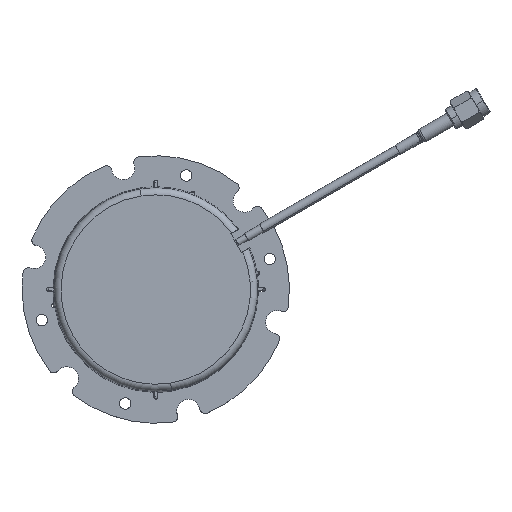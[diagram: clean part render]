
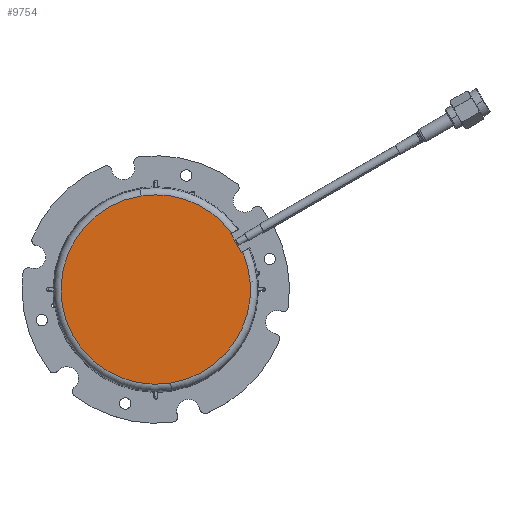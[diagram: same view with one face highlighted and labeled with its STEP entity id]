
A CAD part, top view. The second image highlights one B-rep face of the part: STEP entity #9754.
In plain terms, the highlighted planar face has unit normal (0, 0, 1).
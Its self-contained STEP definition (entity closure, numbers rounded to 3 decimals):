
#58 = EDGE_CURVE ( 'NONE', #3365, #4421, #10974, .T. ) ;
#660 = CARTESIAN_POINT ( 'NONE',  ( 4.155, -26.231, 4.8 ) ) ;
#920 = VECTOR ( 'NONE', #6713, 1000. ) ;
#1179 = AXIS2_PLACEMENT_3D ( 'NONE', #9976, #4570, #10889 ) ;
#1546 = CARTESIAN_POINT ( 'NONE',  ( 21.056, 15.612, 4.8 ) ) ;
#1602 = LINE ( 'NONE', #11238, #4979 ) ;
#1803 = CARTESIAN_POINT ( 'NONE',  ( 0., 0., 4.8 ) ) ;
#1884 = ORIENTED_EDGE ( 'NONE', *, *, #2296, .T. ) ;
#1935 = DIRECTION ( 'NONE',  ( 0., 0., -1. ) ) ;
#2296 = EDGE_CURVE ( 'NONE', #13231, #7990, #1602, .T. ) ;
#2337 = VECTOR ( 'NONE', #2367, 1000. ) ;
#2367 = DIRECTION ( 'NONE',  ( -0.866, -0.5, 0. ) ) ;
#2529 = EDGE_LOOP ( 'NONE', ( #12107, #13189, #5599, #6233, #1884, #12522 ) ) ;
#3268 = AXIS2_PLACEMENT_3D ( 'NONE', #6333, #8351, #4919 ) ;
#3365 = VERTEX_POINT ( 'NONE', #7673 ) ;
#4158 = CIRCLE ( 'NONE', #3268, 26.558 ) ;
#4239 = PLANE ( 'NONE',  #7960 ) ;
#4421 = VERTEX_POINT ( 'NONE', #9415 ) ;
#4570 = DIRECTION ( 'NONE',  ( 0., 0., -1. ) ) ;
#4849 = CIRCLE ( 'NONE', #9764, 26.558 ) ;
#4919 = DIRECTION ( 'NONE',  ( -0.156, 0.988, 0. ) ) ;
#4979 = VECTOR ( 'NONE', #12228, 1000. ) ;
#5450 = EDGE_CURVE ( 'NONE', #11633, #8250, #4158, .T. ) ;
#5599 = ORIENTED_EDGE ( 'NONE', *, *, #5450, .F. ) ;
#5711 = DIRECTION ( 'NONE',  ( -0.156, 0.988, 0. ) ) ;
#6233 = ORIENTED_EDGE ( 'NONE', *, *, #12466, .F. ) ;
#6333 = CARTESIAN_POINT ( 'NONE',  ( 0., 0., 4.8 ) ) ;
#6713 = DIRECTION ( 'NONE',  ( 0.5, -0.866, 0. ) ) ;
#6784 = CARTESIAN_POINT ( 'NONE',  ( 28.851, 20.11, 4.8 ) ) ;
#7443 = CIRCLE ( 'NONE', #1179, 26.558 ) ;
#7673 = CARTESIAN_POINT ( 'NONE',  ( 21.357, 15.786, 4.8 ) ) ;
#7893 = CARTESIAN_POINT ( 'NONE',  ( -4.154, 26.231, 4.8 ) ) ;
#7960 = AXIS2_PLACEMENT_3D ( 'NONE', #10030, #11284, #5711 ) ;
#7990 = VERTEX_POINT ( 'NONE', #12276 ) ;
#8177 = EDGE_CURVE ( 'NONE', #4421, #7990, #11113, .T. ) ;
#8250 = VERTEX_POINT ( 'NONE', #7893 ) ;
#8351 = DIRECTION ( 'NONE',  ( 0., 0., -1. ) ) ;
#9415 = CARTESIAN_POINT ( 'NONE',  ( 21.056, 15.612, 4.8 ) ) ;
#9754 = ADVANCED_FACE ( 'NONE', ( #12718 ), #4239, .F. ) ;
#9764 = AXIS2_PLACEMENT_3D ( 'NONE', #1803, #1935, #10390 ) ;
#9976 = CARTESIAN_POINT ( 'NONE',  ( 0., 0., 4.8 ) ) ;
#10030 = CARTESIAN_POINT ( 'NONE',  ( -26.231, -4.154, 4.8 ) ) ;
#10390 = DIRECTION ( 'NONE',  ( -0.156, 0.988, 0. ) ) ;
#10392 = EDGE_CURVE ( 'NONE', #8250, #3365, #4849, .T. ) ;
#10889 = DIRECTION ( 'NONE',  ( -0.156, 0.988, 0. ) ) ;
#10974 = LINE ( 'NONE', #6784, #2337 ) ;
#11113 = LINE ( 'NONE', #1546, #920 ) ;
#11238 = CARTESIAN_POINT ( 'NONE',  ( 31.85, 14.913, 4.8 ) ) ;
#11284 = DIRECTION ( 'NONE',  ( 0., 0., -1. ) ) ;
#11633 = VERTEX_POINT ( 'NONE', #660 ) ;
#11644 = CARTESIAN_POINT ( 'NONE',  ( 24.355, 10.589, 4.8 ) ) ;
#12107 = ORIENTED_EDGE ( 'NONE', *, *, #58, .F. ) ;
#12228 = DIRECTION ( 'NONE',  ( -0.866, -0.5, 0. ) ) ;
#12276 = CARTESIAN_POINT ( 'NONE',  ( 24.054, 10.415, 4.8 ) ) ;
#12466 = EDGE_CURVE ( 'NONE', #13231, #11633, #7443, .T. ) ;
#12522 = ORIENTED_EDGE ( 'NONE', *, *, #8177, .F. ) ;
#12718 = FACE_OUTER_BOUND ( 'NONE', #2529, .T. ) ;
#13189 = ORIENTED_EDGE ( 'NONE', *, *, #10392, .F. ) ;
#13231 = VERTEX_POINT ( 'NONE', #11644 ) ;
